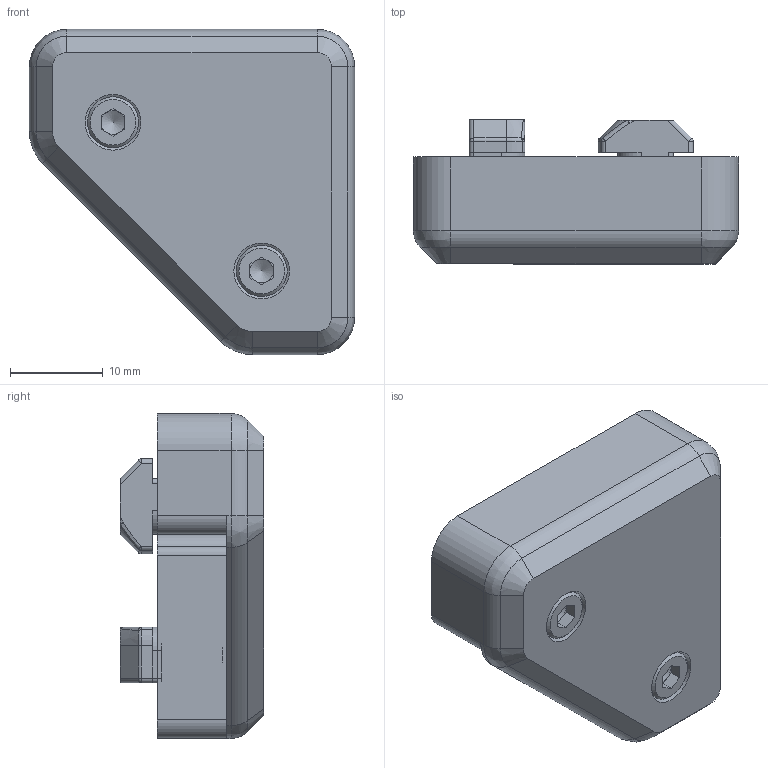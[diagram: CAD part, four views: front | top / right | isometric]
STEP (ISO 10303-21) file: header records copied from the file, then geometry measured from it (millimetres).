
FILE_DESCRIPTION(/* description */ (''),/* implementation_level */ '2;1');
FILE_NAME(/* name */ 'corner_clip.step',/* time_stamp */ '2022-03-09T14:21:28+01:00',/* author */ (''),/* organization */ (''),/* preprocessor_version */ 'ST-DEVELOPER v18.1',/* originating_system */ 'Autodesk Translation Framework v10.13.0.1454',/* authorisation */ '');
FILE_SCHEMA (('AUTOMOTIVE_DESIGN { 1 0 10303 214 3 1 1 }'));
Length unit declared in the file: millimetre
Products named in the file (5): corner_clip_6mm (2); M3x12 SHCS (51); M3x12 SHCS (50); M3 Hammerhead T-Nut (47); M3 Hammerhead T-Nut (46)
Assembly tree (4 placements, depth 2):
  corner_clip_6mm (2)
    M3x12 SHCS (51)
    M3x12 SHCS (50)
    M3 Hammerhead T-Nut (47)
    M3 Hammerhead T-Nut (46)
Bounding box: 35 x 15.5 x 35 mm (x, y, z)
Volume: 5070.4 mm3; surface area: 5701.8 mm2
Topology: 5 solids, 5 shells, 221 faces, 540 edges, 331 vertices
Faces by surface type: plane 86, cylinder 79, cone 24, bspline 13, torus 11, sphere 8
Full cylindrical faces by diameter (mm): 3 x4, 3.4 x2, 5.5 x2, 6 x2
Entity records: 6908 total; most frequent: CARTESIAN_POINT 1422, DIRECTION 1192, ORIENTED_EDGE 1082, EDGE_CURVE 541, AXIS2_PLACEMENT_3D 450, VERTEX_POINT 331, LINE 292, VECTOR 292
